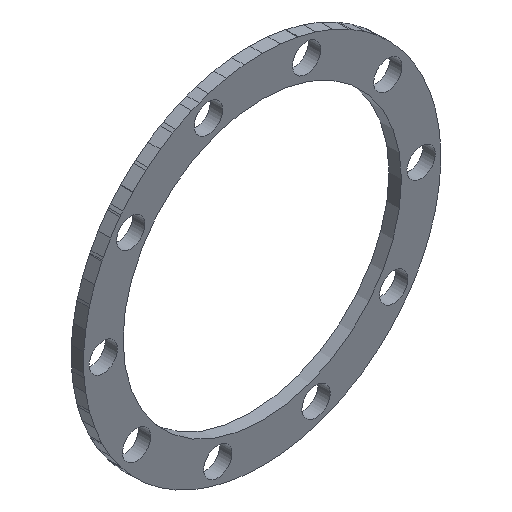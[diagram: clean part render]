
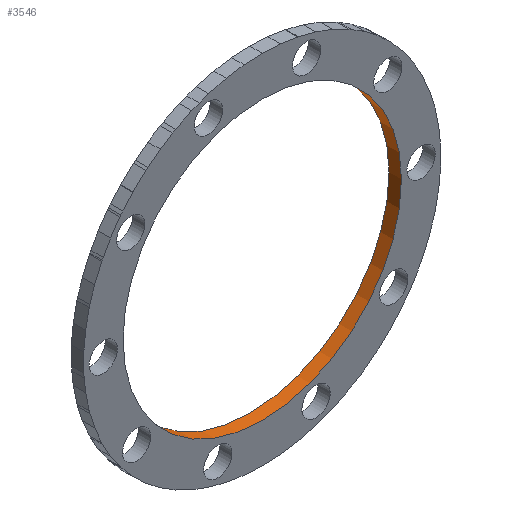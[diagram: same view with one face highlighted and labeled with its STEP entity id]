
A CAD part, isometric view. The second image highlights one B-rep face of the part: STEP entity #3546.
In plain terms, the highlighted cylindrical face has radius 28.05 mm (diameter 56.1 mm), a full revolution.
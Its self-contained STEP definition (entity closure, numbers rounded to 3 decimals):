
#911 = EDGE_CURVE('',#912,#912,#914,.T.);
#912 = VERTEX_POINT('',#913);
#913 = CARTESIAN_POINT('',(7.957,0.,35.98));
#914 = CIRCLE('',#915,28.05);
#915 = AXIS2_PLACEMENT_3D('',#916,#917,#918);
#916 = CARTESIAN_POINT('',(36.007,0.,35.98));
#917 = DIRECTION('',(0.,1.,0.));
#918 = DIRECTION('',(-1.,0.,0.));
#3546 = ADVANCED_FACE('',(#3547),#3566,.F.);
#3547 = FACE_BOUND('',#3548,.F.);
#3548 = EDGE_LOOP('',(#3549,#3558,#3564,#3565));
#3549 = ORIENTED_EDGE('',*,*,#3550,.F.);
#3550 = EDGE_CURVE('',#3551,#3551,#3553,.T.);
#3551 = VERTEX_POINT('',#3552);
#3552 = CARTESIAN_POINT('',(7.957,2.5,35.98));
#3553 = CIRCLE('',#3554,28.05);
#3554 = AXIS2_PLACEMENT_3D('',#3555,#3556,#3557);
#3555 = CARTESIAN_POINT('',(36.007,2.5,35.98));
#3556 = DIRECTION('',(0.,1.,-0.));
#3557 = DIRECTION('',(-1.,0.,0.));
#3558 = ORIENTED_EDGE('',*,*,#3559,.T.);
#3559 = EDGE_CURVE('',#3551,#912,#3560,.T.);
#3560 = LINE('',#3561,#3562);
#3561 = CARTESIAN_POINT('',(7.957,2.5,35.98));
#3562 = VECTOR('',#3563,1.);
#3563 = DIRECTION('',(0.,-1.,0.));
#3564 = ORIENTED_EDGE('',*,*,#911,.T.);
#3565 = ORIENTED_EDGE('',*,*,#3559,.F.);
#3566 = CYLINDRICAL_SURFACE('',#3567,28.05);
#3567 = AXIS2_PLACEMENT_3D('',#3568,#3569,#3570);
#3568 = CARTESIAN_POINT('',(36.007,2.5,35.98));
#3569 = DIRECTION('',(0.,1.,0.));
#3570 = DIRECTION('',(-1.,0.,0.));
